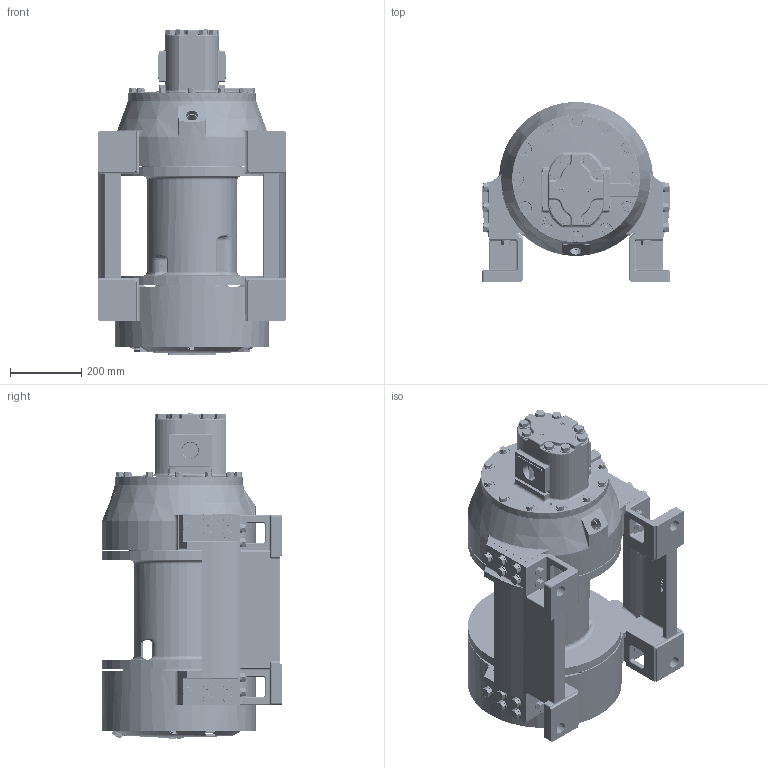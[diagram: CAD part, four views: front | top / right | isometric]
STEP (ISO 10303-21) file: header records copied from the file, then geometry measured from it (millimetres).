
FILE_DESCRIPTION((''),'2;1');
FILE_NAME('TWG-TEMP','2020-10-11T20:23:19',('Administrator'),(''),'CREO PARAMETRIC BY PTC INC, 2019292','CREO PARAMETRIC BY PTC INC, 2019292','');
FILE_SCHEMA(('AUTOMOTIVE_DESIGN { 1 0 10303 214 1 1 1 1 }'));
Length unit declared in the file: inch
Products named in the file (1): TWG-TEMP
Bounding box: 527.44 x 504.83 x 912.5 mm (x, y, z)
Volume: 523.6 mm3; surface area: 4553164.1 mm2
Topology: 1 solids, 248 shells, 4744 faces, 17422 edges, 12434 vertices
Faces by surface type: cylinder 1445, plane 1378, cone 625, torus 435, extrusion 403, bspline 388, sphere 70
Entity records: 287444 total; most frequent: CARTESIAN_POINT 119444, ORIENTED_EDGE 27150, DIRECTION 23406, EDGE_CURVE 17277, VERTEX_POINT 12434, AXIS2_PLACEMENT_3D 8139, VECTOR 7125, B_SPLINE_CURVE_WITH_KNOTS 6782
